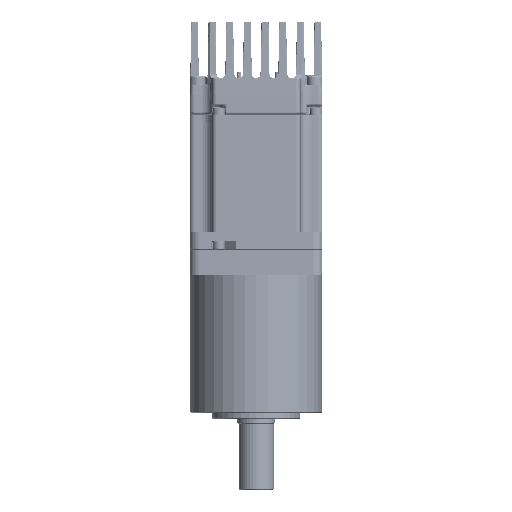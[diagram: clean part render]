
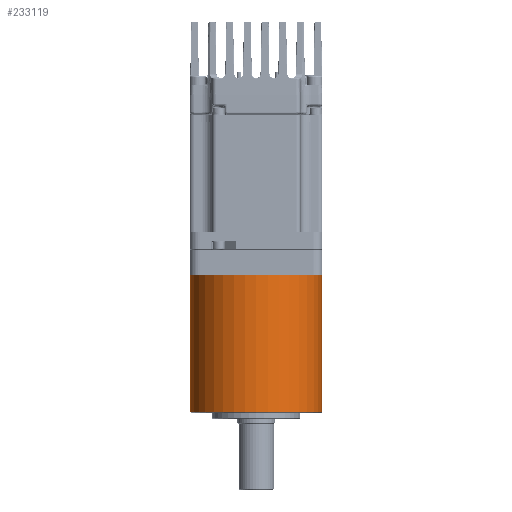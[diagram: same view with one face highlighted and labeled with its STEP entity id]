
A CAD part, front view. The second image highlights one B-rep face of the part: STEP entity #233119.
In plain terms, the highlighted cylindrical face has radius 30 mm (diameter 60 mm), a partial arc.
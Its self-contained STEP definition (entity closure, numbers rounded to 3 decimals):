
#3010 = EDGE_CURVE ( 'NONE', #462721, #158408, #345401, .T. ) ;
#3398 = CARTESIAN_POINT ( 'NONE',  ( -19.732, -46.495, 70.4 ) ) ;
#32596 = CARTESIAN_POINT ( 'NONE',  ( -49.732, -46.495, 132.4 ) ) ;
#33208 = DIRECTION ( 'NONE',  ( -1., 0., 0. ) ) ;
#33281 = DIRECTION ( 'NONE',  ( 0., 0., 1. ) ) ;
#33881 = CARTESIAN_POINT ( 'NONE',  ( -19.732, -46.495, 70.4 ) ) ;
#36750 = VERTEX_POINT ( 'NONE', #430987 ) ;
#42932 = DIRECTION ( 'NONE',  ( -1., 0., 0. ) ) ;
#47140 = AXIS2_PLACEMENT_3D ( 'NONE', #3398, #278905, #42932 ) ;
#72331 = EDGE_CURVE ( 'NONE', #36750, #498792, #442400, .T. ) ;
#95788 = VECTOR ( 'NONE', #372463, 1000. ) ;
#99585 = CARTESIAN_POINT ( 'NONE',  ( -19.732, -76.495, 70.4 ) ) ;
#107584 = ORIENTED_EDGE ( 'NONE', *, *, #297790, .T. ) ;
#118667 = DIRECTION ( 'NONE',  ( 0., 0., -1. ) ) ;
#135096 = CARTESIAN_POINT ( 'NONE',  ( 10.268, -46.495, 70.4 ) ) ;
#142053 = VECTOR ( 'NONE', #118667, 1000. ) ;
#152844 = AXIS2_PLACEMENT_3D ( 'NONE', #33881, #33281, #33208 ) ;
#154498 = LINE ( 'NONE', #354613, #142053 ) ;
#158408 = VERTEX_POINT ( 'NONE', #135096 ) ;
#179258 = AXIS2_PLACEMENT_3D ( 'NONE', #227544, #423600, #385862 ) ;
#189296 = DIRECTION ( 'NONE',  ( 0., 0., -1. ) ) ;
#194049 = ORIENTED_EDGE ( 'NONE', *, *, #3010, .T. ) ;
#194671 = ORIENTED_EDGE ( 'NONE', *, *, #72331, .T. ) ;
#227544 = CARTESIAN_POINT ( 'NONE',  ( -19.732, -46.495, 132.4 ) ) ;
#233119 = ADVANCED_FACE ( 'NONE', ( #461866 ), #320113, .T. ) ;
#248950 = ORIENTED_EDGE ( 'NONE', *, *, #269484, .T. ) ;
#257164 = CARTESIAN_POINT ( 'NONE',  ( 10.268, -46.495, 132.4 ) ) ;
#269484 = EDGE_CURVE ( 'NONE', #368224, #462721, #432913, .T. ) ;
#278905 = DIRECTION ( 'NONE',  ( 0., 0., 1. ) ) ;
#297790 = EDGE_CURVE ( 'NONE', #498792, #368224, #154498, .T. ) ;
#320113 = CYLINDRICAL_SURFACE ( 'NONE', #179258, 30. ) ;
#327224 = CARTESIAN_POINT ( 'NONE',  ( -49.732, -46.495, 70.4 ) ) ;
#328619 = ORIENTED_EDGE ( 'NONE', *, *, #334683, .F. ) ;
#334683 = EDGE_CURVE ( 'NONE', #36750, #158408, #410063, .T. ) ;
#342736 = AXIS2_PLACEMENT_3D ( 'NONE', #424957, #189296, #464534 ) ;
#345401 = CIRCLE ( 'NONE', #152844, 30. ) ;
#354613 = CARTESIAN_POINT ( 'NONE',  ( -49.732, -46.495, 132.4 ) ) ;
#362337 = EDGE_LOOP ( 'NONE', ( #328619, #194671, #107584, #248950, #194049 ) ) ;
#368224 = VERTEX_POINT ( 'NONE', #327224 ) ;
#372463 = DIRECTION ( 'NONE',  ( 0., 0., -1. ) ) ;
#385862 = DIRECTION ( 'NONE',  ( -1., 0., 0. ) ) ;
#410063 = LINE ( 'NONE', #257164, #95788 ) ;
#423600 = DIRECTION ( 'NONE',  ( 0., 0., -1. ) ) ;
#424957 = CARTESIAN_POINT ( 'NONE',  ( -19.732, -46.495, 132.4 ) ) ;
#430987 = CARTESIAN_POINT ( 'NONE',  ( 10.268, -46.495, 132.4 ) ) ;
#432913 = CIRCLE ( 'NONE', #47140, 30. ) ;
#442400 = CIRCLE ( 'NONE', #342736, 30. ) ;
#461866 = FACE_OUTER_BOUND ( 'NONE', #362337, .T. ) ;
#462721 = VERTEX_POINT ( 'NONE', #99585 ) ;
#464534 = DIRECTION ( 'NONE',  ( -1., 0., 0. ) ) ;
#498792 = VERTEX_POINT ( 'NONE', #32596 ) ;
